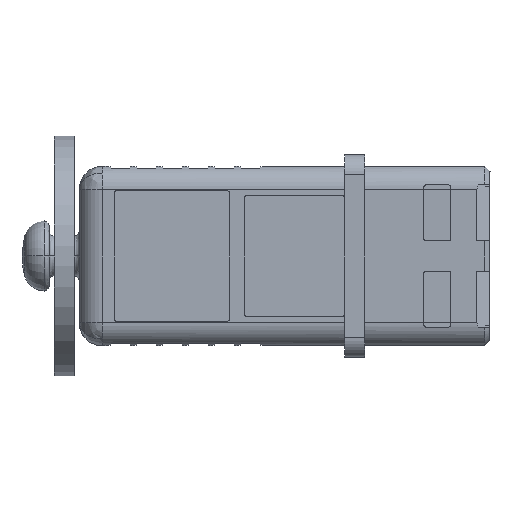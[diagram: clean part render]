
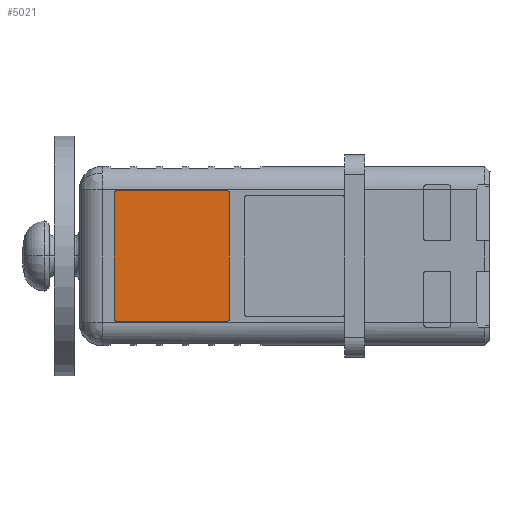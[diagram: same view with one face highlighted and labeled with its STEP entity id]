
A CAD part, front view. The second image highlights one B-rep face of the part: STEP entity #5021.
In plain terms, the highlighted planar face has unit normal (0, -1, 0).
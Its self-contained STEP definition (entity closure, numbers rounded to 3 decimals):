
#171 = ORIENTED_EDGE ( 'NONE', *, *, #2903, .T. ) ;
#188 = CIRCLE ( 'NONE', #8291, 0.2 ) ;
#1012 = CARTESIAN_POINT ( 'NONE',  ( 3.7, -7.225, -6.5 ) ) ;
#1120 = VECTOR ( 'NONE', #8840, 1000. ) ;
#1150 = EDGE_CURVE ( 'NONE', #4806, #1376, #2360, .T. ) ;
#1193 = LINE ( 'NONE', #8872, #1120 ) ;
#1260 = EDGE_CURVE ( 'NONE', #7358, #1376, #1911, .T. ) ;
#1376 = VERTEX_POINT ( 'NONE', #9599 ) ;
#1616 = EDGE_CURVE ( 'NONE', #8532, #6476, #1193, .T. ) ;
#1706 = ORIENTED_EDGE ( 'NONE', *, *, #2102, .T. ) ;
#1911 = CIRCLE ( 'NONE', #9649, 0.2 ) ;
#2043 = VERTEX_POINT ( 'NONE', #7530 ) ;
#2102 = EDGE_CURVE ( 'NONE', #8532, #7545, #188, .T. ) ;
#2173 = DIRECTION ( 'NONE',  ( 0., 0., -1. ) ) ;
#2229 = VECTOR ( 'NONE', #4861, 1000. ) ;
#2294 = CARTESIAN_POINT ( 'NONE',  ( 14.8, -7.225, 6.3 ) ) ;
#2360 = LINE ( 'NONE', #5001, #2229 ) ;
#2591 = CARTESIAN_POINT ( 'NONE',  ( 15., -7.225, 6.5 ) ) ;
#2903 = EDGE_CURVE ( 'NONE', #4806, #2043, #5931, .T. ) ;
#3571 = VECTOR ( 'NONE', #9317, 1000. ) ;
#3787 = LINE ( 'NONE', #2591, #3571 ) ;
#4202 = EDGE_LOOP ( 'NONE', ( #171, #8274, #5756, #9233, #1706, #7416, #8929, #6367 ) ) ;
#4349 = FACE_OUTER_BOUND ( 'NONE', #4202, .T. ) ;
#4458 = CARTESIAN_POINT ( 'NONE',  ( 15., -7.225, -6.3 ) ) ;
#4787 = VECTOR ( 'NONE', #6733, 1000. ) ;
#4806 = VERTEX_POINT ( 'NONE', #8817 ) ;
#4861 = DIRECTION ( 'NONE',  ( 1., 0., 0. ) ) ;
#4878 = EDGE_CURVE ( 'NONE', #8506, #6476, #5913, .T. ) ;
#4896 = LINE ( 'NONE', #6710, #4787 ) ;
#4907 = DIRECTION ( 'NONE',  ( 0., 0., -1. ) ) ;
#4908 = DIRECTION ( 'NONE',  ( 0., -1., 0. ) ) ;
#4917 = CARTESIAN_POINT ( 'NONE',  ( 3.7, -7.225, 6.3 ) ) ;
#5001 = CARTESIAN_POINT ( 'NONE',  ( 3.5, -7.225, 6.5 ) ) ;
#5021 = ADVANCED_FACE ( 'NONE', ( #4349 ), #6927, .F. ) ;
#5756 = ORIENTED_EDGE ( 'NONE', *, *, #4878, .T. ) ;
#5835 = AXIS2_PLACEMENT_3D ( 'NONE', #6907, #6858, #6856 ) ;
#5905 = DIRECTION ( 'NONE',  ( 0., -1., 0. ) ) ;
#5913 = CIRCLE ( 'NONE', #8432, 0.2 ) ;
#5931 = CIRCLE ( 'NONE', #9002, 0.2 ) ;
#6205 = CARTESIAN_POINT ( 'NONE',  ( 15., -7.225, 6.3 ) ) ;
#6367 = ORIENTED_EDGE ( 'NONE', *, *, #1150, .F. ) ;
#6402 = EDGE_CURVE ( 'NONE', #7358, #7545, #3787, .T. ) ;
#6476 = VERTEX_POINT ( 'NONE', #1012 ) ;
#6710 = CARTESIAN_POINT ( 'NONE',  ( 3.5, -7.225, -6.5 ) ) ;
#6733 = DIRECTION ( 'NONE',  ( 0., 0., 1. ) ) ;
#6856 = DIRECTION ( 'NONE',  ( 0., 0., 1. ) ) ;
#6858 = DIRECTION ( 'NONE',  ( 0., 1., 0. ) ) ;
#6907 = CARTESIAN_POINT ( 'NONE',  ( 0., -7.225, -8.975 ) ) ;
#6927 = PLANE ( 'NONE',  #5835 ) ;
#7225 = DIRECTION ( 'NONE',  ( 0., 0., -1. ) ) ;
#7239 = DIRECTION ( 'NONE',  ( 0., -1., 0. ) ) ;
#7247 = CARTESIAN_POINT ( 'NONE',  ( 14.8, -7.225, -6.3 ) ) ;
#7358 = VERTEX_POINT ( 'NONE', #6205 ) ;
#7416 = ORIENTED_EDGE ( 'NONE', *, *, #6402, .F. ) ;
#7530 = CARTESIAN_POINT ( 'NONE',  ( 3.5, -7.225, 6.3 ) ) ;
#7545 = VERTEX_POINT ( 'NONE', #4458 ) ;
#7692 = CARTESIAN_POINT ( 'NONE',  ( 14.8, -7.225, -6.5 ) ) ;
#8139 = DIRECTION ( 'NONE',  ( 0., 0., -1. ) ) ;
#8153 = DIRECTION ( 'NONE',  ( 0., -1., 0. ) ) ;
#8161 = CARTESIAN_POINT ( 'NONE',  ( 3.7, -7.225, -6.3 ) ) ;
#8274 = ORIENTED_EDGE ( 'NONE', *, *, #9245, .F. ) ;
#8291 = AXIS2_PLACEMENT_3D ( 'NONE', #7247, #7239, #7225 ) ;
#8432 = AXIS2_PLACEMENT_3D ( 'NONE', #8161, #8153, #8139 ) ;
#8506 = VERTEX_POINT ( 'NONE', #8870 ) ;
#8532 = VERTEX_POINT ( 'NONE', #7692 ) ;
#8817 = CARTESIAN_POINT ( 'NONE',  ( 3.7, -7.225, 6.5 ) ) ;
#8840 = DIRECTION ( 'NONE',  ( -1., 0., 0. ) ) ;
#8870 = CARTESIAN_POINT ( 'NONE',  ( 3.5, -7.225, -6.3 ) ) ;
#8872 = CARTESIAN_POINT ( 'NONE',  ( 15., -7.225, -6.5 ) ) ;
#8929 = ORIENTED_EDGE ( 'NONE', *, *, #1260, .T. ) ;
#9002 = AXIS2_PLACEMENT_3D ( 'NONE', #4917, #4908, #4907 ) ;
#9233 = ORIENTED_EDGE ( 'NONE', *, *, #1616, .F. ) ;
#9245 = EDGE_CURVE ( 'NONE', #8506, #2043, #4896, .T. ) ;
#9317 = DIRECTION ( 'NONE',  ( 0., 0., -1. ) ) ;
#9599 = CARTESIAN_POINT ( 'NONE',  ( 14.8, -7.225, 6.5 ) ) ;
#9649 = AXIS2_PLACEMENT_3D ( 'NONE', #2294, #5905, #2173 ) ;
